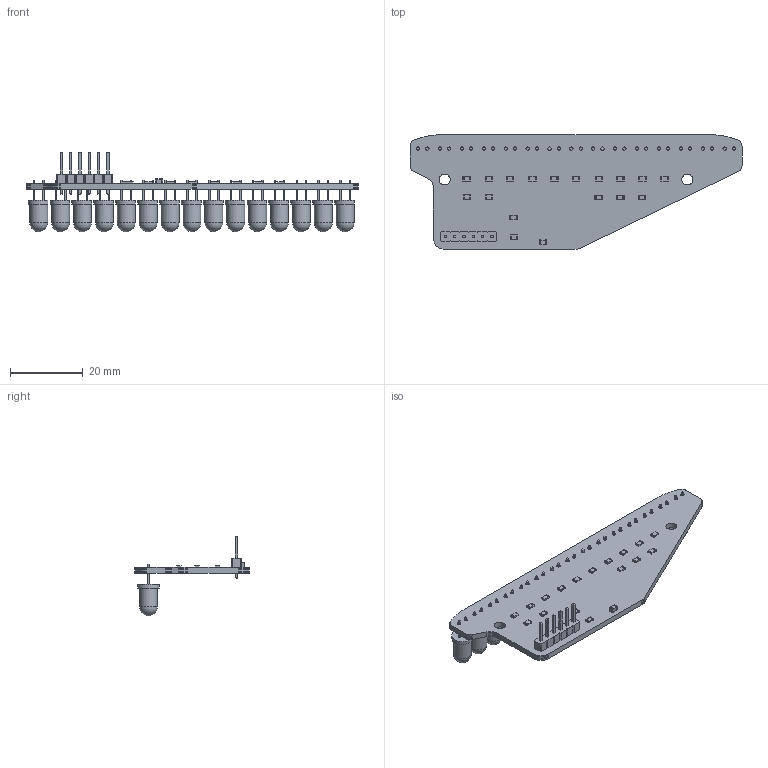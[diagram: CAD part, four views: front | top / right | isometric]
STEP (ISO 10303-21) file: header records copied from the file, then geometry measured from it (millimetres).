
FILE_DESCRIPTION(('KiCad electronic assembly'),'2;1');
FILE_NAME('16_Channel_LED_Strip.step','2023-10-29T17:33:48',('Pcbnew'),( 'Kicad'),'Open CASCADE STEP processor 7.7','KiCad to STEP converter' ,'Unknown');
FILE_SCHEMA(('AUTOMOTIVE_DESIGN { 1 0 10303 214 1 1 1 1 }'));
Length unit declared in the file: millimetre
Products named in the file (10): 16_Channel_LED_Strip 1; R_0805_2012Metric; SOLID; PinHeader_1x06_P2.54mm_Vertical; C_0805_2012Metric; LED_D5.0mm; 16_Channel_LED_Strip PCB
Assembly tree (39 placements, depth 3):
  16_Channel_LED_Strip 1
    R_0805_2012Metric  x17
      SOLID
    PinHeader_1x06_P2.54mm_Vertical
      SOLID
    C_0805_2012Metric
      SOLID
    LED_D5.0mm  x15
      SOLID
    16_Channel_LED_Strip PCB
Bounding box: 91 x 31.37 x 21.84 mm (x, y, z)
Volume: 5966.1 mm3; surface area: 8144.9 mm2
Topology: 35 solids, 35 shells, 980 faces, 2467 edges, 1601 vertices
Faces by surface type: plane 749, cylinder 216, sphere 15
Full cylindrical faces by diameter (mm): 0.9 x30, 1 x6, 3 x2, 4.9 x15
Entity records: 24283 total; most frequent: CARTESIAN_POINT 4279, DIRECTION 3444, LINE 2421, VECTOR 2421, ORIENTED_EDGE 1776, PCURVE 1776, DEFINITIONAL_REPRESENTATION 1776, EDGE_CURVE 888
